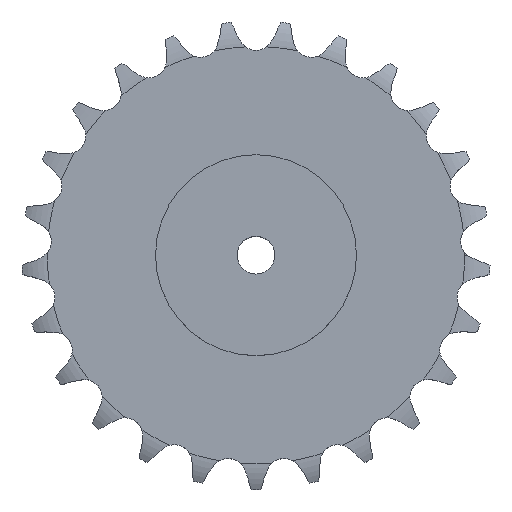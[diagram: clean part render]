
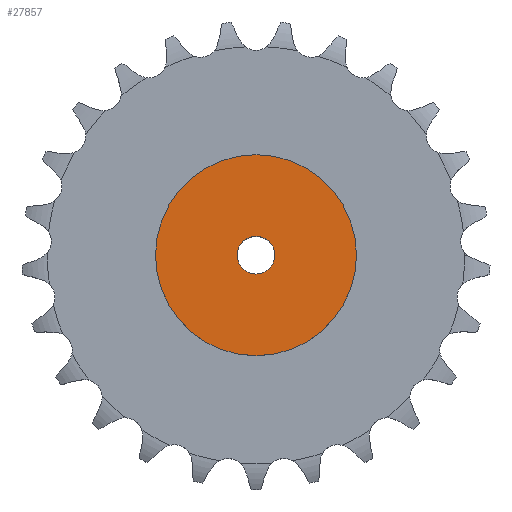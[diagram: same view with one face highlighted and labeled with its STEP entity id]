
A CAD part, top view. The second image highlights one B-rep face of the part: STEP entity #27857.
In plain terms, the highlighted planar face has unit normal (0, 0, 1).
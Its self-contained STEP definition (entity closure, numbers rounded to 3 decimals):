
#3441 = CYLINDRICAL_SURFACE('',#3442,80.);
#3442 = AXIS2_PLACEMENT_3D('',#3443,#3444,#3445);
#3443 = CARTESIAN_POINT('',(0.,0.,0.));
#3444 = DIRECTION('',(-0.,-0.,-1.));
#3445 = DIRECTION('',(1.,0.,0.));
#17764 = VERTEX_POINT('',#17765);
#17765 = CARTESIAN_POINT('',(80.,0.,75.));
#17786 = EDGE_CURVE('',#17764,#17764,#17787,.T.);
#17787 = SURFACE_CURVE('',#17788,(#17793,#17800),.PCURVE_S1.);
#17788 = CIRCLE('',#17789,80.);
#17789 = AXIS2_PLACEMENT_3D('',#17790,#17791,#17792);
#17790 = CARTESIAN_POINT('',(0.,0.,75.));
#17791 = DIRECTION('',(0.,0.,1.));
#17792 = DIRECTION('',(1.,0.,0.));
#17793 = PCURVE('',#3441,#17794);
#17794 = DEFINITIONAL_REPRESENTATION('',(#17795),#17799);
#17795 = LINE('',#17796,#17797);
#17796 = CARTESIAN_POINT('',(-0.,-75.));
#17797 = VECTOR('',#17798,1.);
#17798 = DIRECTION('',(-1.,0.));
#17799 = ( GEOMETRIC_REPRESENTATION_CONTEXT(2) 
PARAMETRIC_REPRESENTATION_CONTEXT() REPRESENTATION_CONTEXT('2D SPACE',''
  ) );
#17800 = PCURVE('',#17801,#17806);
#17801 = PLANE('',#17802);
#17802 = AXIS2_PLACEMENT_3D('',#17803,#17804,#17805);
#17803 = CARTESIAN_POINT('',(0.,0.,75.)
  );
#17804 = DIRECTION('',(0.,0.,1.));
#17805 = DIRECTION('',(1.,0.,0.));
#17806 = DEFINITIONAL_REPRESENTATION('',(#17807),#17811);
#17807 = CIRCLE('',#17808,80.);
#17808 = AXIS2_PLACEMENT_2D('',#17809,#17810);
#17809 = CARTESIAN_POINT('',(0.,0.));
#17810 = DIRECTION('',(1.,0.));
#17811 = ( GEOMETRIC_REPRESENTATION_CONTEXT(2) 
PARAMETRIC_REPRESENTATION_CONTEXT() REPRESENTATION_CONTEXT('2D SPACE',''
  ) );
#23790 = CYLINDRICAL_SURFACE('',#23791,15.);
#23791 = AXIS2_PLACEMENT_3D('',#23792,#23793,#23794);
#23792 = CARTESIAN_POINT('',(0.,0.,570.266));
#23793 = DIRECTION('',(0.,0.,1.));
#23794 = DIRECTION('',(1.,0.,0.));
#27857 = ADVANCED_FACE('',(#27858,#27861),#17801,.T.);
#27858 = FACE_BOUND('',#27859,.T.);
#27859 = EDGE_LOOP('',(#27860));
#27860 = ORIENTED_EDGE('',*,*,#17786,.T.);
#27861 = FACE_BOUND('',#27862,.T.);
#27862 = EDGE_LOOP('',(#27863));
#27863 = ORIENTED_EDGE('',*,*,#27864,.F.);
#27864 = EDGE_CURVE('',#27865,#27865,#27867,.T.);
#27865 = VERTEX_POINT('',#27866);
#27866 = CARTESIAN_POINT('',(15.,0.,75.));
#27867 = SURFACE_CURVE('',#27868,(#27873,#27880),.PCURVE_S1.);
#27868 = CIRCLE('',#27869,15.);
#27869 = AXIS2_PLACEMENT_3D('',#27870,#27871,#27872);
#27870 = CARTESIAN_POINT('',(0.,0.,75.));
#27871 = DIRECTION('',(0.,0.,1.));
#27872 = DIRECTION('',(1.,0.,0.));
#27873 = PCURVE('',#17801,#27874);
#27874 = DEFINITIONAL_REPRESENTATION('',(#27875),#27879);
#27875 = CIRCLE('',#27876,15.);
#27876 = AXIS2_PLACEMENT_2D('',#27877,#27878);
#27877 = CARTESIAN_POINT('',(0.,0.));
#27878 = DIRECTION('',(1.,0.));
#27879 = ( GEOMETRIC_REPRESENTATION_CONTEXT(2) 
PARAMETRIC_REPRESENTATION_CONTEXT() REPRESENTATION_CONTEXT('2D SPACE',''
  ) );
#27880 = PCURVE('',#23790,#27881);
#27881 = DEFINITIONAL_REPRESENTATION('',(#27882),#27886);
#27882 = LINE('',#27883,#27884);
#27883 = CARTESIAN_POINT('',(0.,-495.266));
#27884 = VECTOR('',#27885,1.);
#27885 = DIRECTION('',(1.,0.));
#27886 = ( GEOMETRIC_REPRESENTATION_CONTEXT(2) 
PARAMETRIC_REPRESENTATION_CONTEXT() REPRESENTATION_CONTEXT('2D SPACE',''
  ) );
